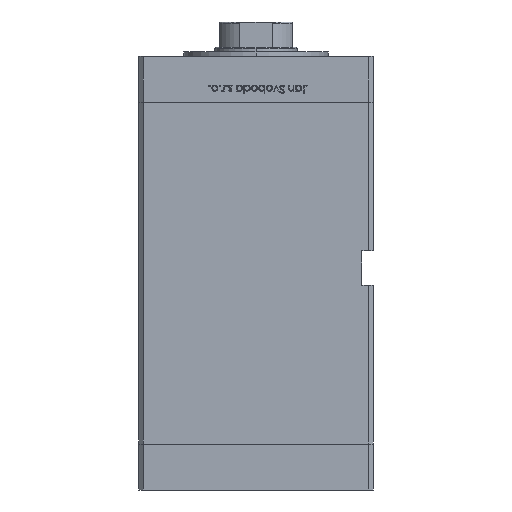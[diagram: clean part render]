
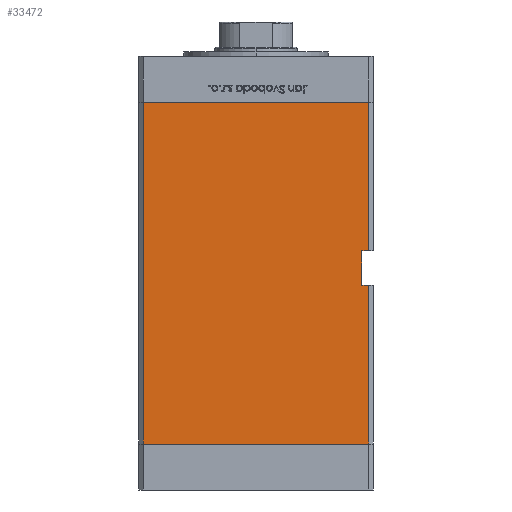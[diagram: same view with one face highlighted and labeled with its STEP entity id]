
A CAD part, left-side view. The second image highlights one B-rep face of the part: STEP entity #33472.
In plain terms, the highlighted planar face has unit normal (-1, 0, 0).
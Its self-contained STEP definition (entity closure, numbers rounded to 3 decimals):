
#704 = VERTEX_POINT ( 'NONE', #10364 ) ;
#733 = DIRECTION ( 'NONE',  ( 0., 1., 0. ) ) ;
#1029 = DIRECTION ( 'NONE',  ( 0., -1., 0. ) ) ;
#3635 = CARTESIAN_POINT ( 'NONE',  ( -60., -49., 148.5 ) ) ;
#6166 = CARTESIAN_POINT ( 'NONE',  ( -60., 49., 148.5 ) ) ;
#7118 = LINE ( 'NONE', #47620, #34968 ) ;
#7148 = VECTOR ( 'NONE', #1029, 1000. ) ;
#7620 = VERTEX_POINT ( 'NONE', #11269 ) ;
#9034 = FACE_OUTER_BOUND ( 'NONE', #16626, .T. ) ;
#9238 = CARTESIAN_POINT ( 'NONE',  ( -60., -46., 84. ) ) ;
#9446 = EDGE_CURVE ( 'NONE', #26705, #7620, #21051, .T. ) ;
#9732 = VERTEX_POINT ( 'NONE', #17451 ) ;
#9744 = VECTOR ( 'NONE', #38613, 1000. ) ;
#10364 = CARTESIAN_POINT ( 'NONE',  ( -60., -49., 0. ) ) ;
#10720 = LINE ( 'NONE', #6166, #9744 ) ;
#10859 = CARTESIAN_POINT ( 'NONE',  ( -60., -46., 84. ) ) ;
#10879 = DIRECTION ( 'NONE',  ( 0., -1., 0. ) ) ;
#11269 = CARTESIAN_POINT ( 'NONE',  ( -60., -46., 69. ) ) ;
#11576 = ORIENTED_EDGE ( 'NONE', *, *, #18771, .T. ) ;
#12176 = VECTOR ( 'NONE', #45714, 1000. ) ;
#12232 = CARTESIAN_POINT ( 'NONE',  ( -60., -49., 84. ) ) ;
#13101 = ORIENTED_EDGE ( 'NONE', *, *, #52697, .F. ) ;
#14994 = LINE ( 'NONE', #46923, #21801 ) ;
#15862 = ORIENTED_EDGE ( 'NONE', *, *, #9446, .F. ) ;
#16425 = EDGE_CURVE ( 'NONE', #7620, #9732, #37744, .T. ) ;
#16626 = EDGE_LOOP ( 'NONE', ( #28731, #30266, #15862, #11576, #13101, #49380, #35051, #26900 ) ) ;
#17451 = CARTESIAN_POINT ( 'NONE',  ( -60., -49., 69. ) ) ;
#17570 = VECTOR ( 'NONE', #19998, 1000. ) ;
#17905 = VERTEX_POINT ( 'NONE', #37891 ) ;
#18771 = EDGE_CURVE ( 'NONE', #26705, #19173, #14994, .T. ) ;
#19173 = VERTEX_POINT ( 'NONE', #12232 ) ;
#19970 = CARTESIAN_POINT ( 'NONE',  ( -60., 49., 148.5 ) ) ;
#19998 = DIRECTION ( 'NONE',  ( 0., 0., -1. ) ) ;
#20577 = AXIS2_PLACEMENT_3D ( 'NONE', #41736, #50316, #733 ) ;
#21051 = LINE ( 'NONE', #9238, #12176 ) ;
#21590 = VECTOR ( 'NONE', #34011, 1000. ) ;
#21711 = CARTESIAN_POINT ( 'NONE',  ( -60., -49., 148.5 ) ) ;
#21801 = VECTOR ( 'NONE', #23047, 1000. ) ;
#23047 = DIRECTION ( 'NONE',  ( 0., -1., 0. ) ) ;
#23657 = EDGE_CURVE ( 'NONE', #17905, #50304, #40318, .T. ) ;
#24451 = VERTEX_POINT ( 'NONE', #39349 ) ;
#26385 = VECTOR ( 'NONE', #47599, 1000. ) ;
#26705 = VERTEX_POINT ( 'NONE', #10859 ) ;
#26900 = ORIENTED_EDGE ( 'NONE', *, *, #28615, .T. ) ;
#28615 = EDGE_CURVE ( 'NONE', #50304, #704, #7118, .T. ) ;
#28731 = ORIENTED_EDGE ( 'NONE', *, *, #39303, .F. ) ;
#29200 = CARTESIAN_POINT ( 'NONE',  ( -60., 49., 0. ) ) ;
#29682 = PLANE ( 'NONE',  #20577 ) ;
#29707 = CARTESIAN_POINT ( 'NONE',  ( -60., -46., 69. ) ) ;
#30266 = ORIENTED_EDGE ( 'NONE', *, *, #16425, .F. ) ;
#33472 = ADVANCED_FACE ( 'NONE', ( #9034 ), #29682, .F. ) ;
#34011 = DIRECTION ( 'NONE',  ( 0., 0., -1. ) ) ;
#34968 = VECTOR ( 'NONE', #10879, 1000. ) ;
#35051 = ORIENTED_EDGE ( 'NONE', *, *, #23657, .T. ) ;
#37744 = LINE ( 'NONE', #29707, #7148 ) ;
#37891 = CARTESIAN_POINT ( 'NONE',  ( -60., 49., 148.5 ) ) ;
#38613 = DIRECTION ( 'NONE',  ( 0., -1., 0. ) ) ;
#39303 = EDGE_CURVE ( 'NONE', #9732, #704, #41791, .T. ) ;
#39349 = CARTESIAN_POINT ( 'NONE',  ( -60., -49., 148.5 ) ) ;
#40318 = LINE ( 'NONE', #19970, #26385 ) ;
#40351 = LINE ( 'NONE', #3635, #17570 ) ;
#41736 = CARTESIAN_POINT ( 'NONE',  ( -60., 49., 148.5 ) ) ;
#41791 = LINE ( 'NONE', #21711, #21590 ) ;
#45714 = DIRECTION ( 'NONE',  ( 0., 0., -1. ) ) ;
#46923 = CARTESIAN_POINT ( 'NONE',  ( -60., -46., 84. ) ) ;
#47599 = DIRECTION ( 'NONE',  ( 0., 0., -1. ) ) ;
#47620 = CARTESIAN_POINT ( 'NONE',  ( -60., 49., 0. ) ) ;
#48211 = EDGE_CURVE ( 'NONE', #17905, #24451, #10720, .T. ) ;
#49380 = ORIENTED_EDGE ( 'NONE', *, *, #48211, .F. ) ;
#50304 = VERTEX_POINT ( 'NONE', #29200 ) ;
#50316 = DIRECTION ( 'NONE',  ( 1., 0., 0. ) ) ;
#52697 = EDGE_CURVE ( 'NONE', #24451, #19173, #40351, .T. ) ;
